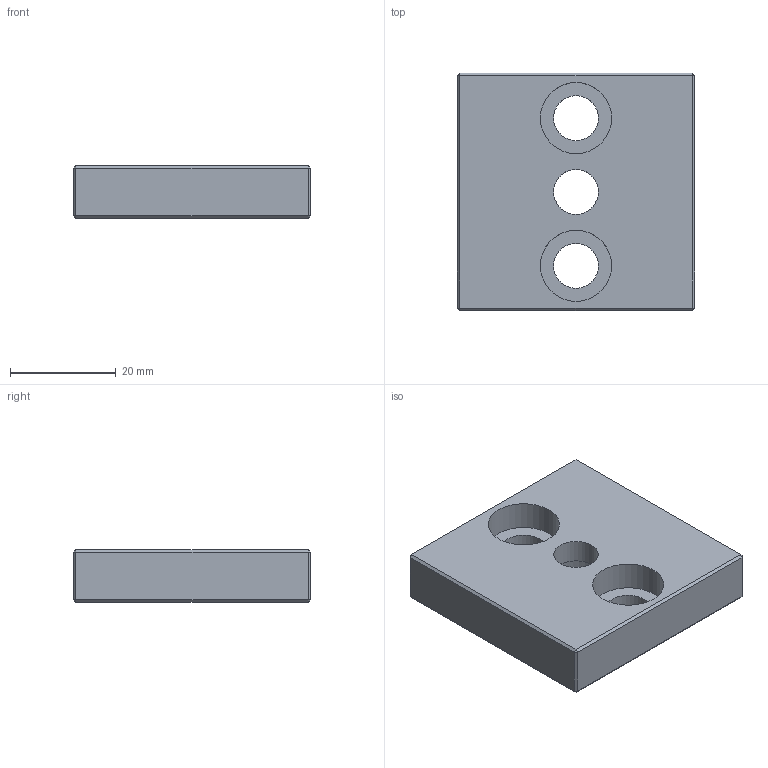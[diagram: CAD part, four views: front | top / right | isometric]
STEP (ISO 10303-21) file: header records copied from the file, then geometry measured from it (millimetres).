
FILE_DESCRIPTION(/* description */ ('Vložka křížového spoje'),/* implementation_level */ '2;1');
FILE_NAME(/* name */ '304545.ipt.stp',/* time_stamp */ '2022-08-04T13:39:59+02:00',/* author */ ('aluteckkpl_am'),/* organization */ (''),/* preprocessor_version */ 'ST-DEVELOPER v18.1',/* originating_system */ 'Autodesk Inventor 2021',/* authorisation */ '');
FILE_SCHEMA (('CONFIG_CONTROL_DESIGN'));
Length unit declared in the file: millimetre
Products named in the file (1): 304545
Bounding box: 45 x 45 x 10 mm (x, y, z)
Volume: 17072.8 mm3; surface area: 6451.9 mm2
Topology: 1 solids, 1 shells, 35 faces, 75 edges, 45 vertices
Faces by surface type: plane 29, cylinder 6
Full cylindrical faces by diameter (mm): 8.5 x3, 13.5 x3
Entity records: 983 total; most frequent: DIRECTION 168, CARTESIAN_POINT 156, ORIENTED_EDGE 150, EDGE_CURVE 75, AXIS2_PLACEMENT_3D 57, LINE 54, VECTOR 54, VERTEX_POINT 45
